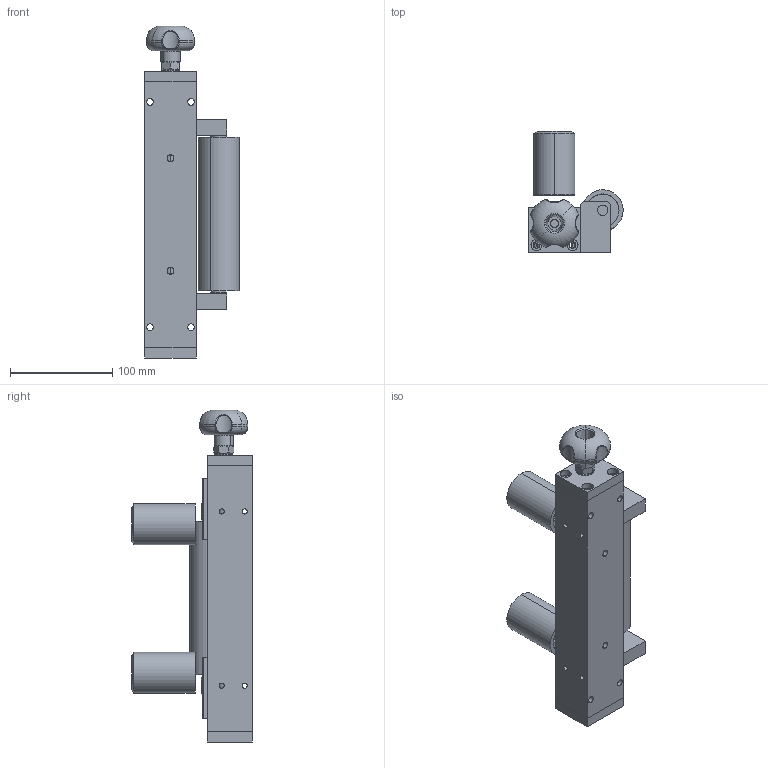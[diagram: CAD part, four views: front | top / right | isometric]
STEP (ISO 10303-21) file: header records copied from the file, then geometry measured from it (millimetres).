
FILE_DESCRIPTION (( 'STEP AP203' ), '1' );
FILE_NAME ('3-400440-00_5772.STEP', '2014-09-18T13:28:48', ( '' ), ( '' ), 'SwSTEP 2.0', 'SolidWorks 2012', '' );
FILE_SCHEMA (( 'CONFIG_CONTROL_DESIGN' ));
Length unit declared in the file: millimetre
Products named in the file (1): 3-400440-00_5772
Bounding box: 91.98 x 118 x 323.99 mm (x, y, z)
Surface area: 168691.3 mm2 (no closed solid volume)
Topology: 0 solids, 28 shells, 252 faces, 751 edges, 538 vertices
Faces by surface type: cylinder 121, plane 91, cone 24, torus 8, bspline 8
Entity records: 11133 total; most frequent: CARTESIAN_POINT 4148, DIRECTION 1493, ORIENTED_EDGE 1266, EDGE_CURVE 751, AXIS2_PLACEMENT_3D 591, VERTEX_POINT 538, CIRCLE 346, EDGE_LOOP 340
